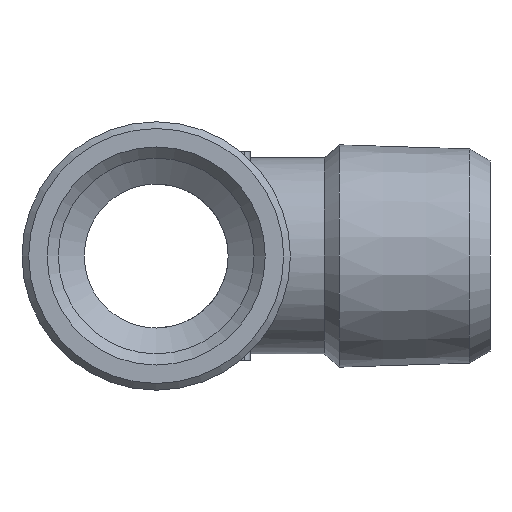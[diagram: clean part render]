
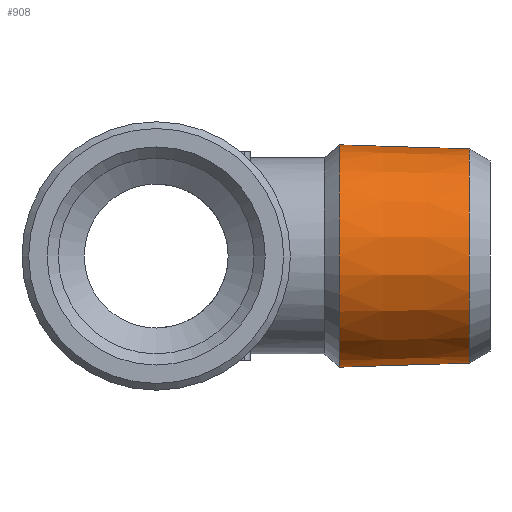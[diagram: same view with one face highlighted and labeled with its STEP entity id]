
A CAD part, left-side view. The second image highlights one B-rep face of the part: STEP entity #908.
In plain terms, the highlighted conical face has half-angle 1.788 degrees and reference radius 8.18 mm.
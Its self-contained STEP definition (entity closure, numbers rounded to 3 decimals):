
#25=CONICAL_SURFACE('',#1007,8.18,0.031);
#209=CIRCLE('',#1006,8.18);
#210=CIRCLE('',#1008,8.49);
#299=ORIENTED_EDGE('',*,*,#540,.F.);
#300=ORIENTED_EDGE('',*,*,#539,.T.);
#539=EDGE_CURVE('',#663,#663,#209,.T.);
#540=EDGE_CURVE('',#664,#664,#210,.T.);
#663=VERTEX_POINT('',#1529);
#664=VERTEX_POINT('',#1532);
#734=EDGE_LOOP('',(#299));
#735=EDGE_LOOP('',(#300));
#816=FACE_BOUND('',#734,.T.);
#817=FACE_BOUND('',#735,.T.);
#908=ADVANCED_FACE('',(#816,#817),#25,.T.);
#1006=AXIS2_PLACEMENT_3D('',#1528,#1168,#1169);
#1007=AXIS2_PLACEMENT_3D('',#1530,#1170,#1171);
#1008=AXIS2_PLACEMENT_3D('',#1531,#1172,#1173);
#1168=DIRECTION('',(0.,1.,0.));
#1169=DIRECTION('',(0.,0.,1.));
#1170=DIRECTION('',(0.,1.,0.));
#1171=DIRECTION('',(0.,0.,1.));
#1172=DIRECTION('',(0.,1.,0.));
#1173=DIRECTION('',(0.,0.,1.));
#1528=CARTESIAN_POINT('',(0.,-23.933,0.));
#1529=CARTESIAN_POINT('',(0.,-23.933,8.18));
#1530=CARTESIAN_POINT('',(0.,-23.933,0.));
#1531=CARTESIAN_POINT('',(0.,-14.,0.));
#1532=CARTESIAN_POINT('',(0.,-14.,8.49));
